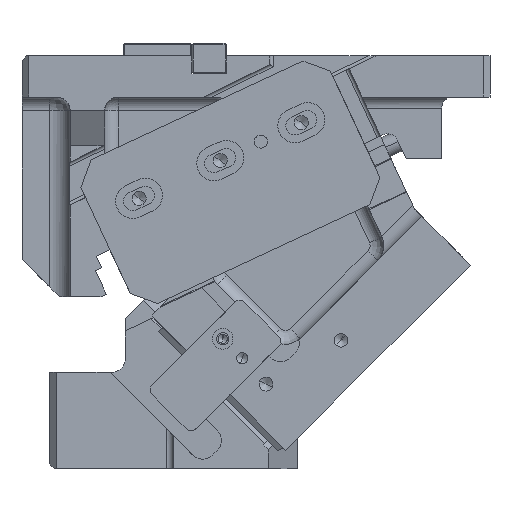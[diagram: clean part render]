
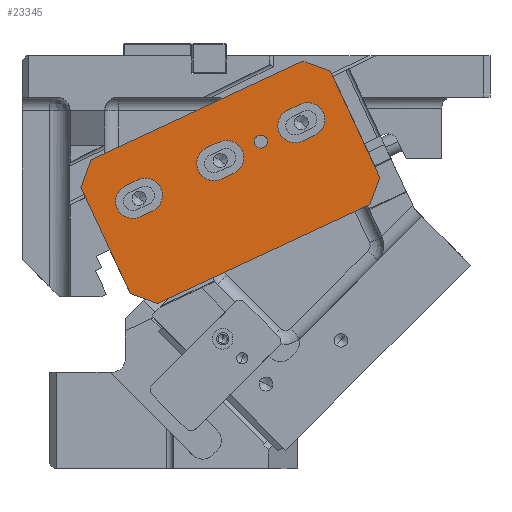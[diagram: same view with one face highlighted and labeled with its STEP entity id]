
A CAD part, front view. The second image highlights one B-rep face of the part: STEP entity #23345.
In plain terms, the highlighted planar face has unit normal (0, -1, 0).
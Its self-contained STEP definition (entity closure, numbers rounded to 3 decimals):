
#22679=CARTESIAN_POINT('Vertex',(-161.345,-75.,54.962)) ;
#22682=CARTESIAN_POINT('Line Origine',(-171.312,-75.,58.59)) ;
#22686=CARTESIAN_POINT('Vertex',(-181.279,-75.,62.218)) ;
#22706=CARTESIAN_POINT('Line Origine',(-84.309,-75.,90.885)) ;
#22710=CARTESIAN_POINT('Vertex',(-7.272,-75.,126.807)) ;
#22741=CARTESIAN_POINT('Vertex',(-0.017,-75.,146.741)) ;
#22746=CARTESIAN_POINT('Line Origine',(-3.645,-75.,136.774)) ;
#22814=CARTESIAN_POINT('Vertex',(-217.201,-75.,139.254)) ;
#22817=CARTESIAN_POINT('Line Origine',(-213.574,-75.,149.221)) ;
#22821=CARTESIAN_POINT('Vertex',(-209.946,-75.,159.188)) ;
#22848=CARTESIAN_POINT('Line Origine',(-132.91,-75.,195.11)) ;
#22852=CARTESIAN_POINT('Vertex',(-55.874,-75.,231.033)) ;
#22872=CARTESIAN_POINT('Line Origine',(-45.907,-75.,227.405)) ;
#22876=CARTESIAN_POINT('Vertex',(-35.94,-75.,223.777)) ;
#22941=CARTESIAN_POINT('Line Origine',(-17.978,-75.,185.259)) ;
#23003=CARTESIAN_POINT('Line Origine',(-199.24,-75.,100.736)) ;
#23210=CARTESIAN_POINT('Axis2P3D Location',(0.,-75.,0.)) ;
#23225=CARTESIAN_POINT('Axis2P3D Location',(-61.627,-75.,184.215)) ;
#23229=CARTESIAN_POINT('Vertex',(-66.909,-75.,195.544)) ;
#23231=CARTESIAN_POINT('Vertex',(-56.344,-75.,172.886)) ;
#23234=CARTESIAN_POINT('Line Origine',(-62.378,-75.,197.657)) ;
#23238=CARTESIAN_POINT('Vertex',(-57.846,-75.,199.77)) ;
#23241=CARTESIAN_POINT('Axis2P3D Location',(-52.563,-75.,188.441)) ;
#23245=CARTESIAN_POINT('Vertex',(-47.281,-75.,177.112)) ;
#23248=CARTESIAN_POINT('Line Origine',(-51.812,-75.,174.999)) ;
#23259=CARTESIAN_POINT('Axis2P3D Location',(-120.537,-75.,156.745)) ;
#23263=CARTESIAN_POINT('Vertex',(-125.819,-75.,168.074)) ;
#23265=CARTESIAN_POINT('Vertex',(-115.254,-75.,145.416)) ;
#23268=CARTESIAN_POINT('Line Origine',(-121.288,-75.,170.187)) ;
#23272=CARTESIAN_POINT('Vertex',(-116.756,-75.,172.3)) ;
#23275=CARTESIAN_POINT('Axis2P3D Location',(-111.473,-75.,160.971)) ;
#23279=CARTESIAN_POINT('Vertex',(-106.191,-75.,149.642)) ;
#23282=CARTESIAN_POINT('Line Origine',(-110.722,-75.,147.529)) ;
#23293=CARTESIAN_POINT('Axis2P3D Location',(-86.55,-75.,172.593)) ;
#23297=CARTESIAN_POINT('Vertex',(-82.245,-75.,174.6)) ;
#23299=CARTESIAN_POINT('Vertex',(-90.855,-75.,170.586)) ;
#23302=CARTESIAN_POINT('Axis2P3D Location',(-86.55,-75.,172.593)) ;
#23311=CARTESIAN_POINT('Axis2P3D Location',(-179.447,-75.,129.275)) ;
#23315=CARTESIAN_POINT('Vertex',(-184.729,-75.,140.603)) ;
#23317=CARTESIAN_POINT('Vertex',(-174.164,-75.,117.946)) ;
#23320=CARTESIAN_POINT('Line Origine',(-180.198,-75.,142.717)) ;
#23324=CARTESIAN_POINT('Vertex',(-175.666,-75.,144.83)) ;
#23327=CARTESIAN_POINT('Axis2P3D Location',(-170.383,-75.,133.501)) ;
#23331=CARTESIAN_POINT('Vertex',(-165.101,-75.,122.172)) ;
#23334=CARTESIAN_POINT('Line Origine',(-169.632,-75.,120.059)) ;
#22683=DIRECTION('Vector Direction',(0.94,0.,-0.342)) ;
#22707=DIRECTION('Vector Direction',(-0.906,0.,-0.423)) ;
#22747=DIRECTION('Vector Direction',(0.342,0.,0.94)) ;
#22818=DIRECTION('Vector Direction',(0.342,0.,0.94)) ;
#22849=DIRECTION('Vector Direction',(-0.906,0.,-0.423)) ;
#22873=DIRECTION('Vector Direction',(-0.94,0.,0.342)) ;
#22942=DIRECTION('Vector Direction',(0.423,0.,-0.906)) ;
#23004=DIRECTION('Vector Direction',(0.423,0.,-0.906)) ;
#23211=DIRECTION('Axis2P3D Direction',(0.,-1.,-0.)) ;
#23212=DIRECTION('Axis2P3D XDirection',(-0.906,0.,-0.423)) ;
#23226=DIRECTION('Axis2P3D Direction',(0.,-1.,-0.)) ;
#23235=DIRECTION('Vector Direction',(0.906,0.,0.423)) ;
#23242=DIRECTION('Axis2P3D Direction',(0.,-1.,-0.)) ;
#23249=DIRECTION('Vector Direction',(-0.906,0.,-0.423)) ;
#23260=DIRECTION('Axis2P3D Direction',(0.,-1.,-0.)) ;
#23269=DIRECTION('Vector Direction',(-0.906,0.,-0.423)) ;
#23276=DIRECTION('Axis2P3D Direction',(0.,-1.,-0.)) ;
#23283=DIRECTION('Vector Direction',(0.906,0.,0.423)) ;
#23294=DIRECTION('Axis2P3D Direction',(0.,-1.,-0.)) ;
#23303=DIRECTION('Axis2P3D Direction',(0.,-1.,-0.)) ;
#23312=DIRECTION('Axis2P3D Direction',(0.,-1.,-0.)) ;
#23321=DIRECTION('Vector Direction',(0.906,0.,0.423)) ;
#23328=DIRECTION('Axis2P3D Direction',(0.,-1.,-0.)) ;
#23335=DIRECTION('Vector Direction',(-0.906,0.,-0.423)) ;
#23213=AXIS2_PLACEMENT_3D('Plane Axis2P3D',#23210,#23211,#23212) ;
#23227=AXIS2_PLACEMENT_3D('Circle Axis2P3D',#23225,#23226,$) ;
#23243=AXIS2_PLACEMENT_3D('Circle Axis2P3D',#23241,#23242,$) ;
#23261=AXIS2_PLACEMENT_3D('Circle Axis2P3D',#23259,#23260,$) ;
#23277=AXIS2_PLACEMENT_3D('Circle Axis2P3D',#23275,#23276,$) ;
#23295=AXIS2_PLACEMENT_3D('Circle Axis2P3D',#23293,#23294,$) ;
#23304=AXIS2_PLACEMENT_3D('Circle Axis2P3D',#23302,#23303,$) ;
#23313=AXIS2_PLACEMENT_3D('Circle Axis2P3D',#23311,#23312,$) ;
#23329=AXIS2_PLACEMENT_3D('Circle Axis2P3D',#23327,#23328,$) ;
#23216=ORIENTED_EDGE('',*,*,#22945,.T.) ;
#23217=ORIENTED_EDGE('',*,*,#22878,.F.) ;
#23218=ORIENTED_EDGE('',*,*,#22854,.T.) ;
#23219=ORIENTED_EDGE('',*,*,#22823,.F.) ;
#23220=ORIENTED_EDGE('',*,*,#23007,.T.) ;
#23221=ORIENTED_EDGE('',*,*,#22688,.F.) ;
#23222=ORIENTED_EDGE('',*,*,#22712,.T.) ;
#23223=ORIENTED_EDGE('',*,*,#22750,.F.) ;
#23254=ORIENTED_EDGE('',*,*,#23233,.F.) ;
#23255=ORIENTED_EDGE('',*,*,#23240,.T.) ;
#23256=ORIENTED_EDGE('',*,*,#23247,.F.) ;
#23257=ORIENTED_EDGE('',*,*,#23252,.T.) ;
#23288=ORIENTED_EDGE('',*,*,#23267,.F.) ;
#23289=ORIENTED_EDGE('',*,*,#23274,.F.) ;
#23290=ORIENTED_EDGE('',*,*,#23281,.F.) ;
#23291=ORIENTED_EDGE('',*,*,#23286,.F.) ;
#23308=ORIENTED_EDGE('',*,*,#23301,.F.) ;
#23309=ORIENTED_EDGE('',*,*,#23306,.F.) ;
#23340=ORIENTED_EDGE('',*,*,#23319,.F.) ;
#23341=ORIENTED_EDGE('',*,*,#23326,.T.) ;
#23342=ORIENTED_EDGE('',*,*,#23333,.F.) ;
#23343=ORIENTED_EDGE('',*,*,#23338,.T.) ;
#23258=FACE_BOUND('',#23253,.T.) ;
#23292=FACE_BOUND('',#23287,.T.) ;
#23310=FACE_BOUND('',#23307,.T.) ;
#23344=FACE_BOUND('',#23339,.T.) ;
#22684=VECTOR('Line Direction',#22683,1.) ;
#22708=VECTOR('Line Direction',#22707,1.) ;
#22748=VECTOR('Line Direction',#22747,1.) ;
#22819=VECTOR('Line Direction',#22818,1.) ;
#22850=VECTOR('Line Direction',#22849,1.) ;
#22874=VECTOR('Line Direction',#22873,1.) ;
#22943=VECTOR('Line Direction',#22942,1.) ;
#23005=VECTOR('Line Direction',#23004,1.) ;
#23236=VECTOR('Line Direction',#23235,1.) ;
#23250=VECTOR('Line Direction',#23249,1.) ;
#23270=VECTOR('Line Direction',#23269,1.) ;
#23284=VECTOR('Line Direction',#23283,1.) ;
#23322=VECTOR('Line Direction',#23321,1.) ;
#23336=VECTOR('Line Direction',#23335,1.) ;
#23345=ADVANCED_FACE('SCHIEBERBETT__ANBAUTEILE',(#23224,#23258,#23292,#23310,#23344),#23214,.T.) ;
#23228=CIRCLE('generated circle',#23227,12.5) ;
#23244=CIRCLE('generated circle',#23243,12.5) ;
#23262=CIRCLE('generated circle',#23261,12.5) ;
#23278=CIRCLE('generated circle',#23277,12.5) ;
#23296=CIRCLE('generated circle',#23295,4.75) ;
#23305=CIRCLE('generated circle',#23304,4.75) ;
#23314=CIRCLE('generated circle',#23313,12.5) ;
#23330=CIRCLE('generated circle',#23329,12.5) ;
#22688=EDGE_CURVE('',#22680,#22687,#22685,.F.) ;
#22712=EDGE_CURVE('',#22680,#22711,#22709,.F.) ;
#22750=EDGE_CURVE('',#22742,#22711,#22749,.F.) ;
#22823=EDGE_CURVE('',#22815,#22822,#22820,.T.) ;
#22854=EDGE_CURVE('',#22853,#22822,#22851,.T.) ;
#22878=EDGE_CURVE('',#22853,#22877,#22875,.F.) ;
#22945=EDGE_CURVE('',#22742,#22877,#22944,.F.) ;
#23007=EDGE_CURVE('',#22815,#22687,#23006,.T.) ;
#23233=EDGE_CURVE('',#23230,#23232,#23228,.T.) ;
#23240=EDGE_CURVE('',#23230,#23239,#23237,.T.) ;
#23247=EDGE_CURVE('',#23246,#23239,#23244,.T.) ;
#23252=EDGE_CURVE('',#23246,#23232,#23251,.T.) ;
#23267=EDGE_CURVE('',#23264,#23266,#23262,.T.) ;
#23274=EDGE_CURVE('',#23273,#23264,#23271,.T.) ;
#23281=EDGE_CURVE('',#23280,#23273,#23278,.T.) ;
#23286=EDGE_CURVE('',#23266,#23280,#23285,.T.) ;
#23301=EDGE_CURVE('',#23298,#23300,#23296,.T.) ;
#23306=EDGE_CURVE('',#23300,#23298,#23305,.T.) ;
#23319=EDGE_CURVE('',#23316,#23318,#23314,.T.) ;
#23326=EDGE_CURVE('',#23316,#23325,#23323,.T.) ;
#23333=EDGE_CURVE('',#23332,#23325,#23330,.T.) ;
#23338=EDGE_CURVE('',#23332,#23318,#23337,.T.) ;
#23215=EDGE_LOOP('',(#23216,#23217,#23218,#23219,#23220,#23221,#23222,#23223)) ;
#23253=EDGE_LOOP('',(#23254,#23255,#23256,#23257)) ;
#23287=EDGE_LOOP('',(#23288,#23289,#23290,#23291)) ;
#23307=EDGE_LOOP('',(#23308,#23309)) ;
#23339=EDGE_LOOP('',(#23340,#23341,#23342,#23343)) ;
#23224=FACE_OUTER_BOUND('',#23215,.T.) ;
#22685=LINE('Line',#22682,#22684) ;
#22709=LINE('Line',#22706,#22708) ;
#22749=LINE('Line',#22746,#22748) ;
#22820=LINE('Line',#22817,#22819) ;
#22851=LINE('Line',#22848,#22850) ;
#22875=LINE('Line',#22872,#22874) ;
#22944=LINE('Line',#22941,#22943) ;
#23006=LINE('Line',#23003,#23005) ;
#23237=LINE('Line',#23234,#23236) ;
#23251=LINE('Line',#23248,#23250) ;
#23271=LINE('Line',#23268,#23270) ;
#23285=LINE('Line',#23282,#23284) ;
#23323=LINE('Line',#23320,#23322) ;
#23337=LINE('Line',#23334,#23336) ;
#23214=PLANE('',#23213) ;
#22680=VERTEX_POINT('',#22679) ;
#22687=VERTEX_POINT('',#22686) ;
#22711=VERTEX_POINT('',#22710) ;
#22742=VERTEX_POINT('',#22741) ;
#22815=VERTEX_POINT('',#22814) ;
#22822=VERTEX_POINT('',#22821) ;
#22853=VERTEX_POINT('',#22852) ;
#22877=VERTEX_POINT('',#22876) ;
#23230=VERTEX_POINT('',#23229) ;
#23232=VERTEX_POINT('',#23231) ;
#23239=VERTEX_POINT('',#23238) ;
#23246=VERTEX_POINT('',#23245) ;
#23264=VERTEX_POINT('',#23263) ;
#23266=VERTEX_POINT('',#23265) ;
#23273=VERTEX_POINT('',#23272) ;
#23280=VERTEX_POINT('',#23279) ;
#23298=VERTEX_POINT('',#23297) ;
#23300=VERTEX_POINT('',#23299) ;
#23316=VERTEX_POINT('',#23315) ;
#23318=VERTEX_POINT('',#23317) ;
#23325=VERTEX_POINT('',#23324) ;
#23332=VERTEX_POINT('',#23331) ;
